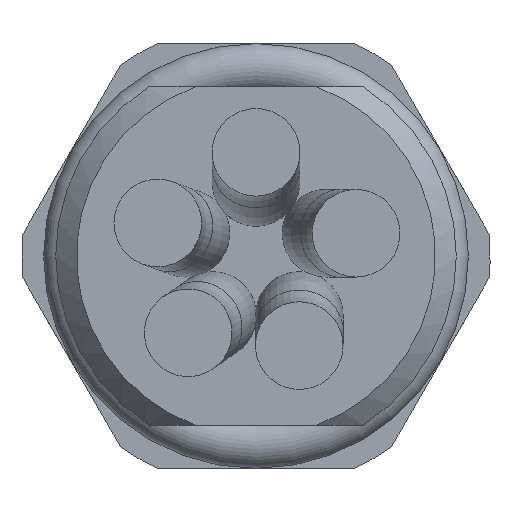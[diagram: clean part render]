
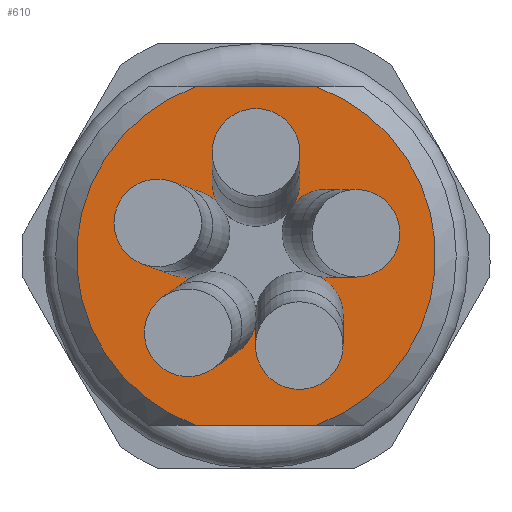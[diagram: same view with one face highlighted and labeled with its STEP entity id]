
A CAD part, front view. The second image highlights one B-rep face of the part: STEP entity #610.
In plain terms, the highlighted planar face has unit normal (0, -1, 0).
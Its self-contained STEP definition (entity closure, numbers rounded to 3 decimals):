
#610=ADVANCED_FACE('',(#1358,#1359),#818,.T.);
#818=PLANE('',#3877);
#935=LINE('',#5285,#1134);
#936=LINE('',#5289,#1135);
#1134=VECTOR('',#4321,1.);
#1135=VECTOR('',#4324,1.);
#1358=FACE_BOUND('',#1473,.T.);
#1359=FACE_BOUND('',#1474,.T.);
#1473=EDGE_LOOP('',(#1867,#1868,#1869,#1870));
#1474=EDGE_LOOP('',(#1871,#1872,#1873,#1874,#1875));
#1867=ORIENTED_EDGE('',*,*,#3207,.F.);
#1868=ORIENTED_EDGE('',*,*,#3208,.T.);
#1869=ORIENTED_EDGE('',*,*,#3209,.F.);
#1870=ORIENTED_EDGE('',*,*,#3205,.T.);
#1871=ORIENTED_EDGE('',*,*,#3210,.F.);
#1872=ORIENTED_EDGE('',*,*,#3211,.F.);
#1873=ORIENTED_EDGE('',*,*,#3212,.F.);
#1874=ORIENTED_EDGE('',*,*,#3213,.F.);
#1875=ORIENTED_EDGE('',*,*,#3214,.F.);
#2831=VERTEX_POINT('',#5277);
#2832=VERTEX_POINT('',#5279);
#2833=VERTEX_POINT('',#5286);
#2834=VERTEX_POINT('',#5288);
#2835=VERTEX_POINT('',#5291);
#2836=VERTEX_POINT('',#5292);
#2837=VERTEX_POINT('',#5294);
#2838=VERTEX_POINT('',#5296);
#2839=VERTEX_POINT('',#5298);
#3205=EDGE_CURVE('',#2832,#2831,#3682,.T.);
#3207=EDGE_CURVE('',#2833,#2831,#935,.T.);
#3208=EDGE_CURVE('',#2833,#2834,#3683,.T.);
#3209=EDGE_CURVE('',#2832,#2834,#936,.T.);
#3210=EDGE_CURVE('',#2835,#2836,#3684,.T.);
#3211=EDGE_CURVE('',#2837,#2835,#3685,.T.);
#3212=EDGE_CURVE('',#2838,#2837,#3686,.T.);
#3213=EDGE_CURVE('',#2839,#2838,#3687,.T.);
#3214=EDGE_CURVE('',#2836,#2839,#3688,.T.);
#3682=CIRCLE('',#3869,7.172);
#3683=CIRCLE('',#3871,7.172);
#3684=CIRCLE('',#3872,1.75);
#3685=CIRCLE('',#3873,1.75);
#3686=CIRCLE('',#3874,1.75);
#3687=CIRCLE('',#3875,1.75);
#3688=CIRCLE('',#3876,1.75);
#3869=AXIS2_PLACEMENT_3D('',#5278,#4317,#4318);
#3871=AXIS2_PLACEMENT_3D('',#5287,#4322,#4323);
#3872=AXIS2_PLACEMENT_3D('',#5290,#4325,#4326);
#3873=AXIS2_PLACEMENT_3D('',#5293,#4327,#4328);
#3874=AXIS2_PLACEMENT_3D('',#5295,#4329,#4330);
#3875=AXIS2_PLACEMENT_3D('',#5297,#4331,#4332);
#3876=AXIS2_PLACEMENT_3D('',#5299,#4333,#4334);
#3877=AXIS2_PLACEMENT_3D('',#5300,#4335,#4336);
#4317=DIRECTION('',(0.,-1.,0.));
#4318=DIRECTION('',(0.,0.,-1.));
#4321=DIRECTION('',(1.,0.,0.));
#4322=DIRECTION('',(0.,-1.,0.));
#4323=DIRECTION('',(0.,0.,-1.));
#4324=DIRECTION('',(-1.,0.,0.));
#4325=DIRECTION('',(0.,-1.,0.));
#4326=DIRECTION('',(0.,0.,1.));
#4327=DIRECTION('',(0.,-1.,0.));
#4328=DIRECTION('',(0.,0.,1.));
#4329=DIRECTION('',(0.,-1.,0.));
#4330=DIRECTION('',(0.,0.,1.));
#4331=DIRECTION('',(0.,-1.,0.));
#4332=DIRECTION('',(0.,0.,1.));
#4333=DIRECTION('',(0.,-1.,0.));
#4334=DIRECTION('',(0.,0.,1.));
#4335=DIRECTION('',(0.,-1.,0.));
#4336=DIRECTION('',(0.,0.,-1.));
#5277=CARTESIAN_POINT('',(52.424,50.,6.75));
#5278=CARTESIAN_POINT('',(50.,50.,0.));
#5279=CARTESIAN_POINT('',(52.424,50.,-6.75));
#5285=CARTESIAN_POINT('',(55.85,50.,6.75));
#5286=CARTESIAN_POINT('',(47.576,50.,6.75));
#5287=CARTESIAN_POINT('',(50.,50.,0.));
#5288=CARTESIAN_POINT('',(47.576,50.,-6.75));
#5289=CARTESIAN_POINT('',(55.85,50.,-6.75));
#5290=CARTESIAN_POINT('',(48.272,50.,-2.379));
#5291=CARTESIAN_POINT('',(47.475,50.,-0.82));
#5292=CARTESIAN_POINT('',(50.,50.,-2.655));
#5293=CARTESIAN_POINT('',(47.204,50.,0.909));
#5294=CARTESIAN_POINT('',(48.44,50.,2.148));
#5295=CARTESIAN_POINT('',(50.,50.,2.94));
#5296=CARTESIAN_POINT('',(51.56,50.,2.148));
#5297=CARTESIAN_POINT('',(52.796,50.,0.909));
#5298=CARTESIAN_POINT('',(52.525,50.,-0.82));
#5299=CARTESIAN_POINT('',(51.728,50.,-2.379));
#5300=CARTESIAN_POINT('',(55.85,50.,0.));
